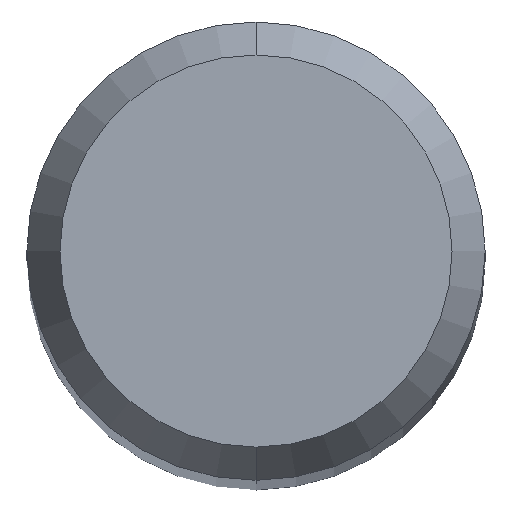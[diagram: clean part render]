
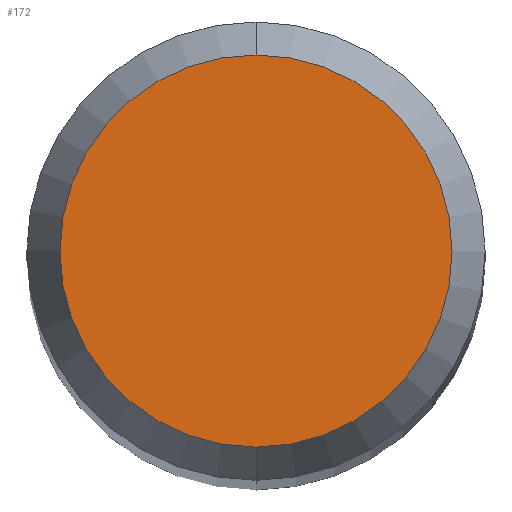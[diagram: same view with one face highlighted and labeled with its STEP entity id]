
A CAD part, top view. The second image highlights one B-rep face of the part: STEP entity #172.
In plain terms, the highlighted planar face has unit normal (0, 0, 1).
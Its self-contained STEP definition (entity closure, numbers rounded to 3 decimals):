
#172=ADVANCED_FACE('',(#465),#466,.T.);
#242=EDGE_CURVE('',#294,#418,#546,.T.);
#294=VERTEX_POINT('',#605);
#362=EDGE_CURVE('',#418,#294,#676,.T.);
#418=VERTEX_POINT('',#738);
#465=FACE_OUTER_BOUND('',#781,.T.);
#466=PLANE('',#782);
#546=CIRCLE('',#933,1.358);
#605=CARTESIAN_POINT('',(0.,-1.358,0.0));
#676=CIRCLE('',#1178,1.358);
#738=CARTESIAN_POINT('',(0.0,1.358,0.0));
#781=EDGE_LOOP('',(#1388,#1389));
#782=AXIS2_PLACEMENT_3D('',#1390,#1391,#1392);
#933=AXIS2_PLACEMENT_3D('',#1499,#1500,#1501);
#1178=AXIS2_PLACEMENT_3D('',#1635,#1636,#1637);
#1388=ORIENTED_EDGE('',*,*,#362,.F.);
#1389=ORIENTED_EDGE('',*,*,#242,.F.);
#1390=CARTESIAN_POINT('',(0.0,0.679,0.0));
#1391=DIRECTION('',(-0.0,0.0,1.0));
#1392=DIRECTION('',(0.0,-1.0,0.0));
#1499=CARTESIAN_POINT('',(0.0,0.0,0.0));
#1500=DIRECTION('',(0.0,0.0,-1.0));
#1501=DIRECTION('',(0.0,1.0,0.0));
#1635=CARTESIAN_POINT('',(0.0,0.0,0.0));
#1636=DIRECTION('',(0.0,0.0,-1.0));
#1637=DIRECTION('',(0.0,1.0,0.0));
